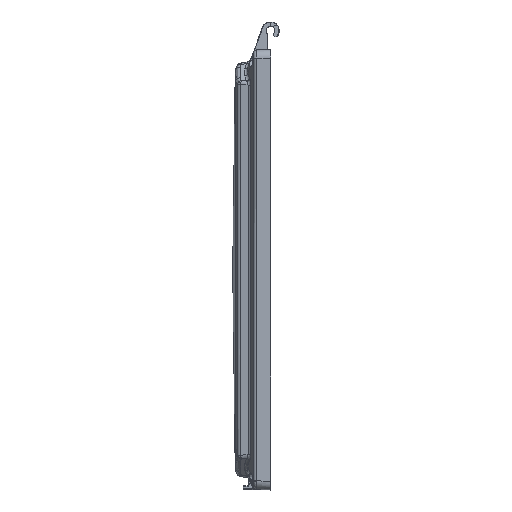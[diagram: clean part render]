
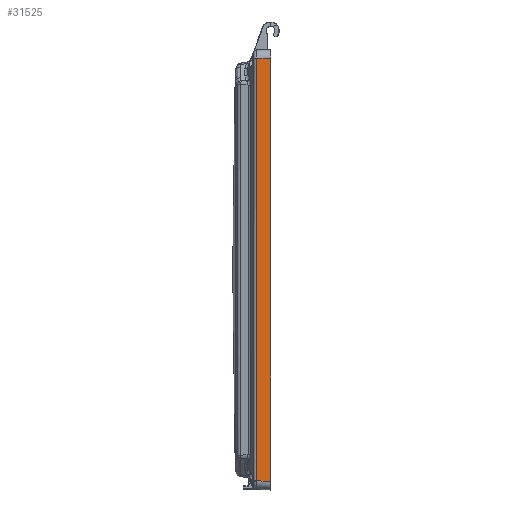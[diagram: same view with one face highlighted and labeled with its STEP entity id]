
A CAD part, left-side view. The second image highlights one B-rep face of the part: STEP entity #31525.
In plain terms, the highlighted planar face has unit normal (-1, 0.026, 0).
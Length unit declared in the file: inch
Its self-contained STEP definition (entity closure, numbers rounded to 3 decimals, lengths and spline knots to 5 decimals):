
#1964 = DIRECTION ( 'NONE',  ( -1., 0.026, 0. ) ) ;
#2202 = CARTESIAN_POINT ( 'NONE',  ( -7.288, 0., -6.03809 ) ) ;
#3009 = DIRECTION ( 'NONE',  ( 0., 0., 1. ) ) ;
#4463 = CARTESIAN_POINT ( 'NONE',  ( -7.2776, 0.39714, 6.07222 ) ) ;
#5753 = EDGE_CURVE ( 'NONE', #7719, #14745, #22945, .T. ) ;
#5804 = LINE ( 'NONE', #4463, #8223 ) ;
#6022 = EDGE_CURVE ( 'NONE', #14745, #18422, #30202, .T. ) ;
#7216 = ORIENTED_EDGE ( 'NONE', *, *, #6022, .T. ) ;
#7719 = VERTEX_POINT ( 'NONE', #23583 ) ;
#8223 = VECTOR ( 'NONE', #16998, 39.37008 ) ;
#8695 = ORIENTED_EDGE ( 'NONE', *, *, #26442, .F. ) ;
#9735 = EDGE_LOOP ( 'NONE', ( #23243, #8695, #15212, #7216 ) ) ;
#9929 = CARTESIAN_POINT ( 'NONE',  ( -7.288, 0., 6.03809 ) ) ;
#12193 = VECTOR ( 'NONE', #3009, 39.37008 ) ;
#13120 = VERTEX_POINT ( 'NONE', #23764 ) ;
#14745 = VERTEX_POINT ( 'NONE', #2202 ) ;
#15212 = ORIENTED_EDGE ( 'NONE', *, *, #5753, .T. ) ;
#16998 = DIRECTION ( 'NONE',  ( 0., 0., 1. ) ) ;
#17277 = AXIS2_PLACEMENT_3D ( 'NONE', #39830, #1964, #24150 ) ;
#17803 = FACE_OUTER_BOUND ( 'NONE', #9735, .T. ) ;
#18422 = VERTEX_POINT ( 'NONE', #9929 ) ;
#21716 = EDGE_CURVE ( 'NONE', #18422, #13120, #25002, .T. ) ;
#22945 = LINE ( 'NONE', #27099, #30732 ) ;
#23243 = ORIENTED_EDGE ( 'NONE', *, *, #21716, .T. ) ;
#23583 = CARTESIAN_POINT ( 'NONE',  ( -7.2776, 0.39714, -6.02769 ) ) ;
#23720 = DIRECTION ( 'NONE',  ( -0.026, -0.999, -0.026 ) ) ;
#23764 = CARTESIAN_POINT ( 'NONE',  ( -7.2776, 0.39714, 6.02769 ) ) ;
#23882 = DIRECTION ( 'NONE',  ( 0.026, 0.999, -0.026 ) ) ;
#24150 = DIRECTION ( 'NONE',  ( -0.026, -1., 0. ) ) ;
#25002 = LINE ( 'NONE', #30525, #32302 ) ;
#26442 = EDGE_CURVE ( 'NONE', #7719, #13120, #5804, .T. ) ;
#26988 = PLANE ( 'NONE',  #17277 ) ;
#27099 = CARTESIAN_POINT ( 'NONE',  ( -7.2776, 0.39714, -6.02769 ) ) ;
#30202 = LINE ( 'NONE', #33900, #12193 ) ;
#30525 = CARTESIAN_POINT ( 'NONE',  ( -7.288, 0., 6.03809 ) ) ;
#30732 = VECTOR ( 'NONE', #23720, 39.37008 ) ;
#31525 = ADVANCED_FACE ( 'NONE', ( #17803 ), #26988, .T. ) ;
#32302 = VECTOR ( 'NONE', #23882, 39.37008 ) ;
#33900 = CARTESIAN_POINT ( 'NONE',  ( -7.288, 0., -7.54212 ) ) ;
#39830 = CARTESIAN_POINT ( 'NONE',  ( -7.288, 0., -7.54212 ) ) ;
